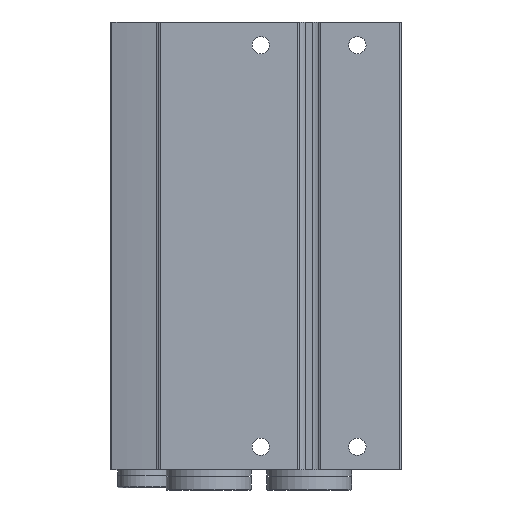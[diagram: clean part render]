
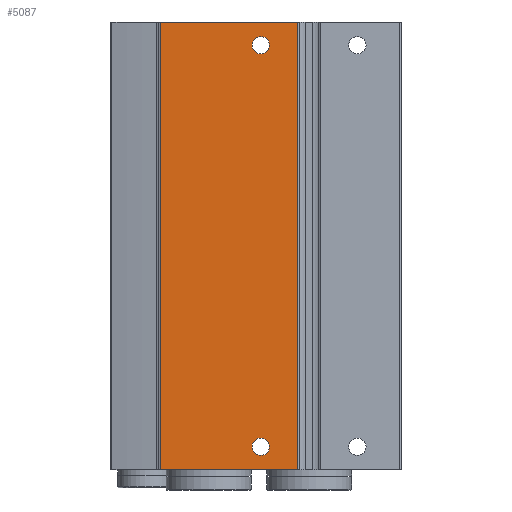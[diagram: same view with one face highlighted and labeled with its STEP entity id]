
A CAD part, front view. The second image highlights one B-rep face of the part: STEP entity #5087.
In plain terms, the highlighted planar face has unit normal (0, -1, 0).
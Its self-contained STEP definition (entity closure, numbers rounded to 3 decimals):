
#191=PLANE('',#5514);
#371=CIRCLE('',#5515,2.25);
#372=CIRCLE('',#5516,2.25);
#721=ORIENTED_EDGE('',*,*,#2047,.F.);
#722=ORIENTED_EDGE('',*,*,#2048,.F.);
#723=ORIENTED_EDGE('',*,*,#2049,.F.);
#724=ORIENTED_EDGE('',*,*,#2046,.F.);
#725=ORIENTED_EDGE('',*,*,#2050,.T.);
#726=ORIENTED_EDGE('',*,*,#2051,.T.);
#2046=EDGE_CURVE('',#2706,#2705,#3193,.T.);
#2047=EDGE_CURVE('',#2707,#2707,#371,.T.);
#2048=EDGE_CURVE('',#2708,#2708,#372,.T.);
#2049=EDGE_CURVE('',#2705,#2709,#3194,.T.);
#2050=EDGE_CURVE('',#2706,#2710,#3195,.T.);
#2051=EDGE_CURVE('',#2710,#2709,#3196,.T.);
#2705=VERTEX_POINT('',#8013);
#2706=VERTEX_POINT('',#8015);
#2707=VERTEX_POINT('',#8019);
#2708=VERTEX_POINT('',#8021);
#2709=VERTEX_POINT('',#8023);
#2710=VERTEX_POINT('',#8025);
#3193=LINE('',#8016,#3547);
#3194=LINE('',#8022,#3548);
#3195=LINE('',#8024,#3549);
#3196=LINE('',#8026,#3550);
#3547=VECTOR('',#6201,1000.);
#3548=VECTOR('',#6208,1000.);
#3549=VECTOR('',#6209,1000.);
#3550=VECTOR('',#6210,1000.);
#3907=EDGE_LOOP('',(#721));
#3908=EDGE_LOOP('',(#722));
#3909=EDGE_LOOP('',(#723,#724,#725,#726));
#4445=FACE_BOUND('',#3907,.T.);
#4446=FACE_BOUND('',#3908,.T.);
#4447=FACE_BOUND('',#3909,.T.);
#5087=ADVANCED_FACE('',(#4445,#4446,#4447),#191,.T.);
#5514=AXIS2_PLACEMENT_3D('',#8017,#6202,#6203);
#5515=AXIS2_PLACEMENT_3D('',#8018,#6204,#6205);
#5516=AXIS2_PLACEMENT_3D('',#8020,#6206,#6207);
#6201=DIRECTION('',(0.,0.,1.));
#6202=DIRECTION('',(0.,-1.,0.));
#6203=DIRECTION('',(0.,0.,-1.));
#6204=DIRECTION('',(0.,-1.,0.));
#6205=DIRECTION('',(0.,0.,-1.));
#6206=DIRECTION('',(0.,-1.,0.));
#6207=DIRECTION('',(0.,0.,-1.));
#6208=DIRECTION('',(1.,0.,0.));
#6209=DIRECTION('',(1.,0.,0.));
#6210=DIRECTION('',(0.,0.,1.));
#8013=CARTESIAN_POINT('',(-38.5,0.,0.));
#8015=CARTESIAN_POINT('',(-38.5,0.,-116.));
#8016=CARTESIAN_POINT('',(-38.5,0.,-116.));
#8017=CARTESIAN_POINT('',(-38.5,0.,-116.));
#8018=CARTESIAN_POINT('',(-12.5,0.,-110.));
#8019=CARTESIAN_POINT('',(-12.5,0.,-112.25));
#8020=CARTESIAN_POINT('',(-12.5,0.,-6.));
#8021=CARTESIAN_POINT('',(-12.5,0.,-8.25));
#8022=CARTESIAN_POINT('',(-38.5,0.,0.));
#8023=CARTESIAN_POINT('',(-3.,0.,0.));
#8024=CARTESIAN_POINT('',(-38.5,0.,-116.));
#8025=CARTESIAN_POINT('',(-3.,0.,-116.));
#8026=CARTESIAN_POINT('',(-3.,0.,-116.));
